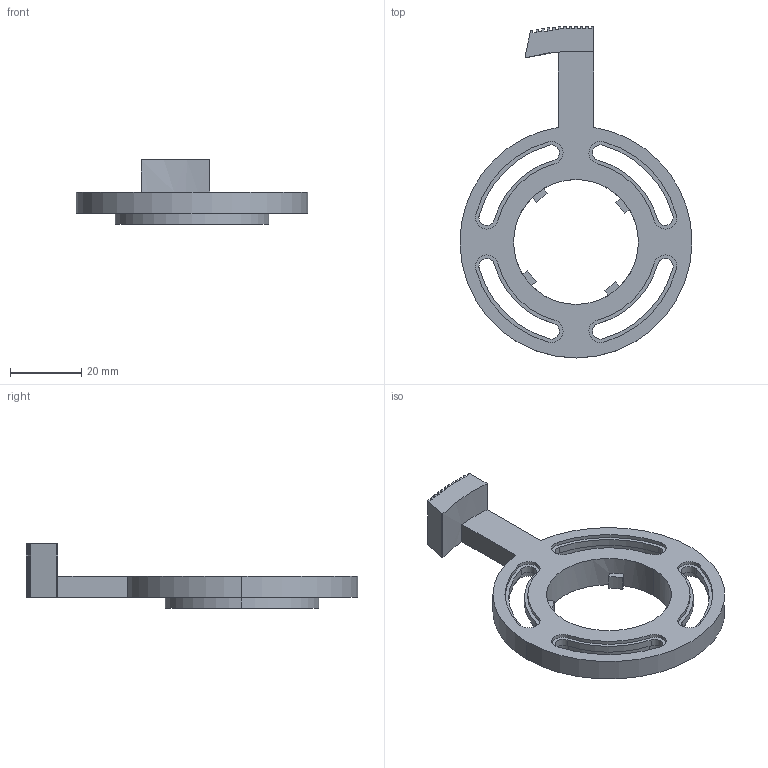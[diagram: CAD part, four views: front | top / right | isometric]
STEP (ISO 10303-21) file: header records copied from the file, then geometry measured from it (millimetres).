
FILE_DESCRIPTION (( 'STEP AP214' ), '1' );
FILE_NAME ('03_Thanhgat.stp', '2020-02-06T04:12:39', ( '' ), ( '' ), 'SwSTEP 2.0', 'SolidWorks 2019', '' );
FILE_SCHEMA (( 'AUTOMOTIVE_DESIGN' ));
Length unit declared in the file: millimetre
Products named in the file (1): 03_Thanhgat
Bounding box: 65 x 93 x 18 mm (x, y, z)
Volume: 13858.1 mm3; surface area: 9937.3 mm2
Topology: 1 solids, 1 shells, 148 faces, 408 edges, 272 vertices
Faces by surface type: cylinder 86, plane 62
Entity records: 4847 total; most frequent: DIRECTION 887, CARTESIAN_POINT 829, ORIENTED_EDGE 816, EDGE_CURVE 408, AXIS2_PLACEMENT_3D 330, VERTEX_POINT 272, VECTOR 227, LINE 227
